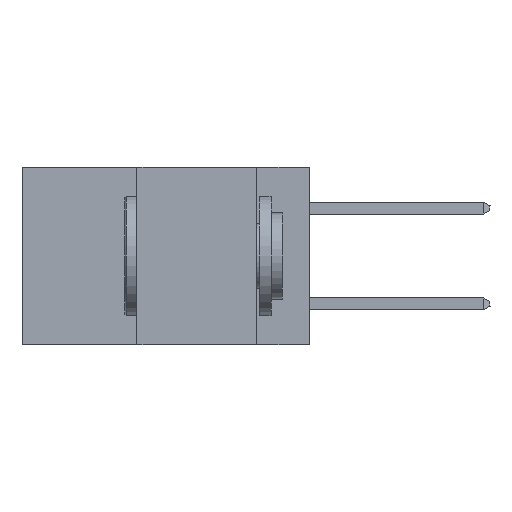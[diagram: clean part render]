
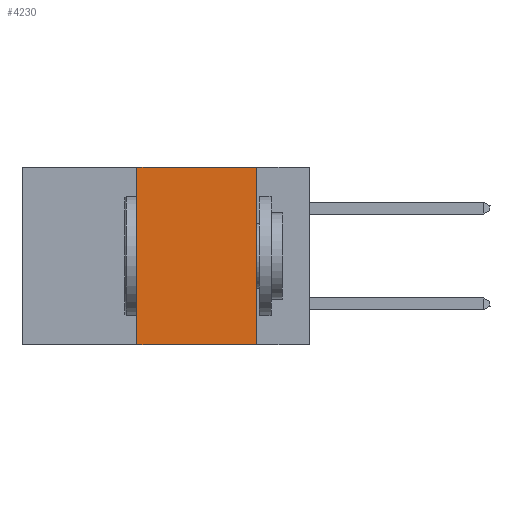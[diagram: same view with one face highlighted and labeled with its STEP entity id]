
A CAD part, left-side view. The second image highlights one B-rep face of the part: STEP entity #4230.
In plain terms, the highlighted planar face has unit normal (-1, 0, 0).
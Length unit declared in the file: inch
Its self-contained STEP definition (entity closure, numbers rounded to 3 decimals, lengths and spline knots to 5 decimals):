
#452 = LINE ( 'NONE', #8289, #14547 ) ;
#611 = DIRECTION ( 'NONE',  ( 0., 0., -1. ) ) ;
#676 = DIRECTION ( 'NONE',  ( 1., 0., 0. ) ) ;
#786 = VECTOR ( 'NONE', #4572, 39.37008 ) ;
#4230 = ADVANCED_FACE ( 'NONE', ( #7157 ), #16817, .F. ) ;
#4572 = DIRECTION ( 'NONE',  ( 0., -1., 0. ) ) ;
#4708 = VECTOR ( 'NONE', #13146, 39.37008 ) ;
#6265 = CARTESIAN_POINT ( 'NONE',  ( 0., 0.36, -0.37 ) ) ;
#6893 = CARTESIAN_POINT ( 'NONE',  ( 0., 0.11, 0. ) ) ;
#7157 = FACE_OUTER_BOUND ( 'NONE', #13378, .T. ) ;
#7308 = ORIENTED_EDGE ( 'NONE', *, *, #12582, .F. ) ;
#7442 = CARTESIAN_POINT ( 'NONE',  ( 0., 0.11, -0.37 ) ) ;
#7625 = ORIENTED_EDGE ( 'NONE', *, *, #7871, .T. ) ;
#7871 = EDGE_CURVE ( 'NONE', #16765, #15720, #13738, .T. ) ;
#7999 = VECTOR ( 'NONE', #13011, 39.37008 ) ;
#8289 = CARTESIAN_POINT ( 'NONE',  ( 0., 0.36, 0. ) ) ;
#8679 = LINE ( 'NONE', #14340, #7999 ) ;
#8755 = CARTESIAN_POINT ( 'NONE',  ( 0., 0.6, 0. ) ) ;
#8916 = ORIENTED_EDGE ( 'NONE', *, *, #14314, .F. ) ;
#9009 = CARTESIAN_POINT ( 'NONE',  ( 0., 0.36, 0. ) ) ;
#9541 = VERTEX_POINT ( 'NONE', #9009 ) ;
#10084 = CARTESIAN_POINT ( 'NONE',  ( 0., 0.6, -0.37 ) ) ;
#12582 = EDGE_CURVE ( 'NONE', #16721, #15720, #8679, .T. ) ;
#13011 = DIRECTION ( 'NONE',  ( 0., 0., -1. ) ) ;
#13146 = DIRECTION ( 'NONE',  ( 0., -1., 0. ) ) ;
#13378 = EDGE_LOOP ( 'NONE', ( #7308, #13593, #8916, #7625 ) ) ;
#13593 = ORIENTED_EDGE ( 'NONE', *, *, #16532, .F. ) ;
#13738 = LINE ( 'NONE', #10084, #786 ) ;
#14314 = EDGE_CURVE ( 'NONE', #16765, #9541, #452, .T. ) ;
#14340 = CARTESIAN_POINT ( 'NONE',  ( 0., 0.11, 0. ) ) ;
#14547 = VECTOR ( 'NONE', #15617, 39.37008 ) ;
#14687 = LINE ( 'NONE', #8755, #4708 ) ;
#15617 = DIRECTION ( 'NONE',  ( 0., 0., 1. ) ) ;
#15720 = VERTEX_POINT ( 'NONE', #7442 ) ;
#16532 = EDGE_CURVE ( 'NONE', #9541, #16721, #14687, .T. ) ;
#16721 = VERTEX_POINT ( 'NONE', #6893 ) ;
#16765 = VERTEX_POINT ( 'NONE', #6265 ) ;
#16817 = PLANE ( 'NONE',  #17948 ) ;
#17948 = AXIS2_PLACEMENT_3D ( 'NONE', #18228, #676, #611 ) ;
#18228 = CARTESIAN_POINT ( 'NONE',  ( 0., 0.6, 0. ) ) ;
